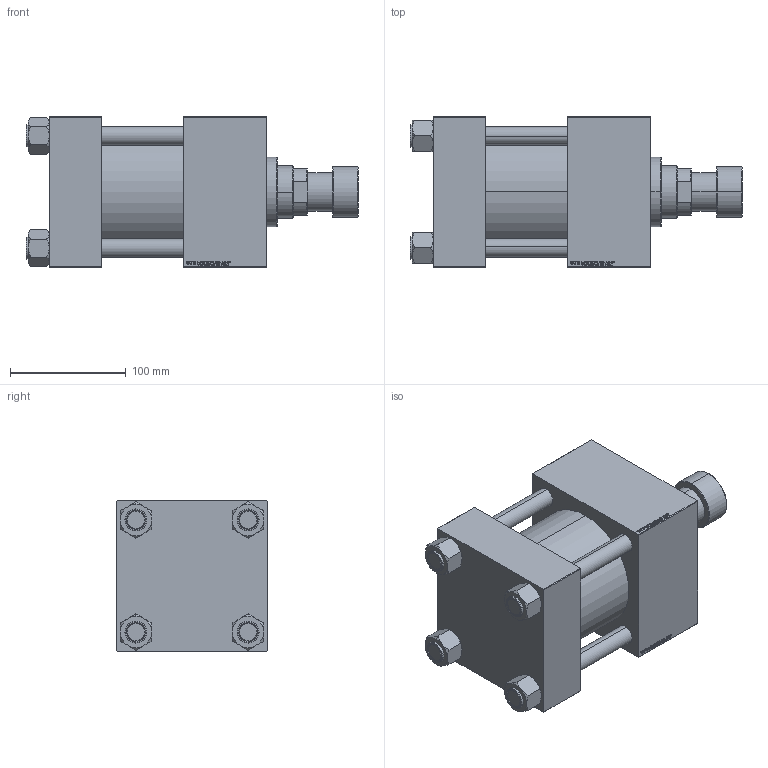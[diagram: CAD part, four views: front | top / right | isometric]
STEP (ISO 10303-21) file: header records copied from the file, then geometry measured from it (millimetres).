
FILE_DESCRIPTION (( 'STEP AP203' ), '1' );
FILE_NAME ('37c9.STEP', '2022-04-15T06:58:50', ( '' ), ( '' ), 'SwSTEP 2.0', 'SolidWorks 2019', '' );
FILE_SCHEMA (( 'CONFIG_CONTROL_DESIGN' ));
Length unit declared in the file: millimetre
Products named in the file (7): V215CR_VCP_C 5a159922cdeecf796e5b72b87a332831; V215CR_ROD_END_F 5a159922cdeecf796e5b72b87a332831; V215CR_C_TYCINKA 5a159922cdeecf796e5b72b87a332831; 37c9; NUT_M5_C 5a159922cdeecf796e5b72b87a332831; V215CR_C_Body 5a159922cdeecf796e5b72b87a332831; V215_VC_A 5a159922cdeecf796e5b72b87a332831
Assembly tree (12 placements, depth 2):
  37c9
    V215CR_C_Body 5a159922cdeecf796e5b72b87a332831
    V215CR_VCP_C 5a159922cdeecf796e5b72b87a332831
    NUT_M5_C 5a159922cdeecf796e5b72b87a332831  x4
    V215CR_C_TYCINKA 5a159922cdeecf796e5b72b87a332831  x4
    V215_VC_A 5a159922cdeecf796e5b72b87a332831
    V215CR_ROD_END_F 5a159922cdeecf796e5b72b87a332831
Bounding box: 287 x 130 x 130 mm (x, y, z)
Volume: 2477246.6 mm3; surface area: 334853.5 mm2
Topology: 12 solids, 12 shells, 1216 faces, 3060 edges, 1989 vertices
Faces by surface type: plane 579, bspline 392, cone 138, cylinder 95, torus 12
Entity records: 51259 total; most frequent: CARTESIAN_POINT 27293, ORIENTED_EDGE 5384, DIRECTION 3480, EDGE_CURVE 2692, VERTEX_POINT 1767, VECTOR 1624, LINE 1624, EDGE_LOOP 1193
